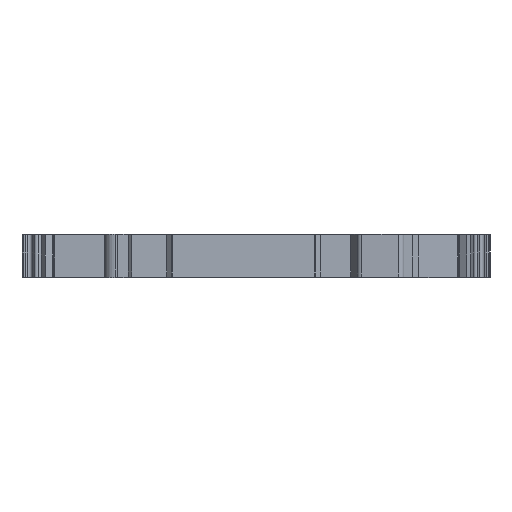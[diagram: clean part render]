
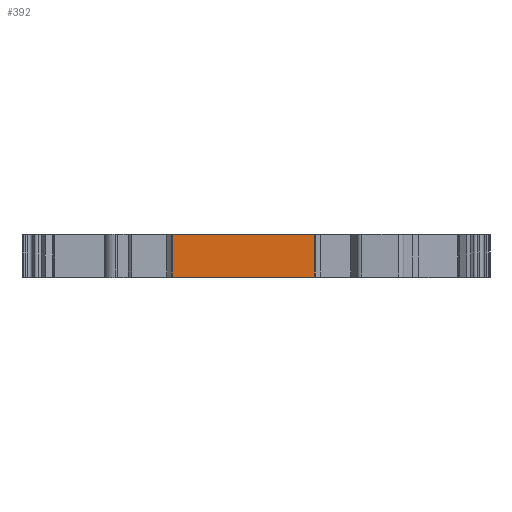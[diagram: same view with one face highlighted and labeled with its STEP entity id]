
A CAD part, top view. The second image highlights one B-rep face of the part: STEP entity #392.
In plain terms, the highlighted planar face has unit normal (0, 0, 1).
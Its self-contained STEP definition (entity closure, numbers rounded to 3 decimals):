
#392 = ADVANCED_FACE( '', ( #968 ), #969, .T. );
#968 = FACE_OUTER_BOUND( '', #1731, .T. );
#969 = PLANE( '', #1732 );
#1731 = EDGE_LOOP( '', ( #2783, #2784, #2785, #2786 ) );
#1732 = AXIS2_PLACEMENT_3D( '', #2787, #2788, #2789 );
#2783 = ORIENTED_EDGE( '', *, *, #5024, .F. );
#2784 = ORIENTED_EDGE( '', *, *, #4776, .F. );
#2785 = ORIENTED_EDGE( '', *, *, #5025, .T. );
#2786 = ORIENTED_EDGE( '', *, *, #5026, .T. );
#2787 = CARTESIAN_POINT( '', ( -15.221, 8., 31.019 ) );
#2788 = DIRECTION( '', ( 0., 0., 1. ) );
#2789 = DIRECTION( '', ( 1., 0., 0. ) );
#4776 = EDGE_CURVE( '', #5768, #5764, #5770, .T. );
#5024 = EDGE_CURVE( '', #5764, #6197, #6198, .T. );
#5025 = EDGE_CURVE( '', #5768, #6199, #6200, .T. );
#5026 = EDGE_CURVE( '', #6199, #6197, #6201, .T. );
#5764 = VERTEX_POINT( '', #7220 );
#5768 = VERTEX_POINT( '', #7225 );
#5770 = LINE( '', #7227, #7228 );
#6197 = VERTEX_POINT( '', #7811 );
#6198 = LINE( '', #7812, #7813 );
#6199 = VERTEX_POINT( '', #7814 );
#6200 = LINE( '', #7815, #7816 );
#6201 = LINE( '', #7817, #7818 );
#7220 = CARTESIAN_POINT( '', ( 11.024, 0., 31.02 ) );
#7225 = CARTESIAN_POINT( '', ( 11.024, 8., 31.02 ) );
#7227 = CARTESIAN_POINT( '', ( 11.024, 8., 31.02 ) );
#7228 = VECTOR( '', #9161, 1000. );
#7811 = CARTESIAN_POINT( '', ( -15.7, 0., 31.019 ) );
#7812 = CARTESIAN_POINT( '', ( -15.221, 0., 31.019 ) );
#7813 = VECTOR( '', #9432, 1000. );
#7814 = CARTESIAN_POINT( '', ( -15.7, 8., 31.019 ) );
#7815 = CARTESIAN_POINT( '', ( 10.544, 8., 31.02 ) );
#7816 = VECTOR( '', #9433, 1000. );
#7817 = CARTESIAN_POINT( '', ( -15.7, 8., 31.019 ) );
#7818 = VECTOR( '', #9434, 1000. );
#9161 = DIRECTION( '', ( 0., -1., 0. ) );
#9432 = DIRECTION( '', ( -1., 0., 0. ) );
#9433 = DIRECTION( '', ( -1., 0., 0. ) );
#9434 = DIRECTION( '', ( 0., -1., 0. ) );
